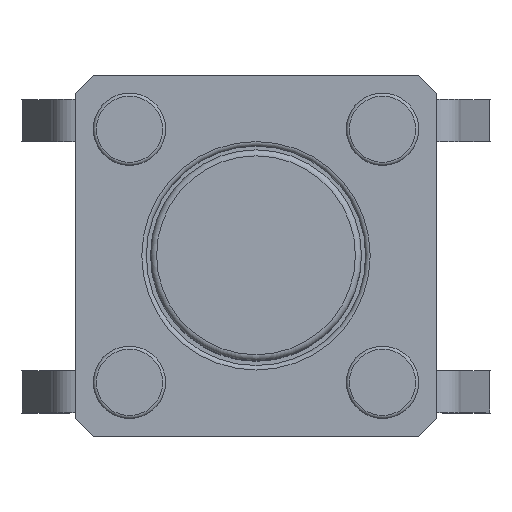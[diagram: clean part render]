
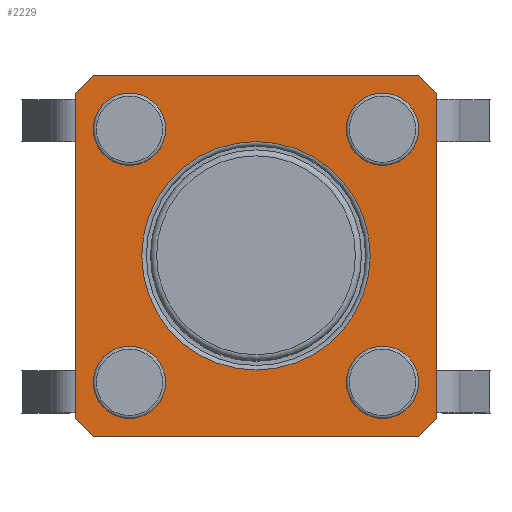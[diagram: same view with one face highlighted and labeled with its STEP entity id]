
A CAD part, top view. The second image highlights one B-rep face of the part: STEP entity #2229.
In plain terms, the highlighted planar face has unit normal (0, 0, 1).
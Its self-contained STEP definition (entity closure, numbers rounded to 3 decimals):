
#867 = VERTEX_POINT('',#868);
#868 = CARTESIAN_POINT('',(6.25,-4.95,3.6));
#874 = EDGE_CURVE('',#867,#875,#877,.T.);
#875 = VERTEX_POINT('',#876);
#876 = CARTESIAN_POINT('',(5.95,-5.25,3.6));
#877 = LINE('',#878,#879);
#878 = CARTESIAN_POINT('',(6.1,-5.1,3.6));
#879 = VECTOR('',#880,1.);
#880 = DIRECTION('',(-0.707,-0.707,0.));
#898 = VERTEX_POINT('',#899);
#899 = CARTESIAN_POINT('',(0.55,-5.25,3.6));
#905 = EDGE_CURVE('',#898,#875,#906,.T.);
#906 = LINE('',#907,#908);
#907 = CARTESIAN_POINT('',(0.25,-5.25,3.6));
#908 = VECTOR('',#909,1.);
#909 = DIRECTION('',(1.,0.,0.));
#922 = VERTEX_POINT('',#923);
#923 = CARTESIAN_POINT('',(0.25,-4.95,3.6));
#929 = EDGE_CURVE('',#922,#898,#930,.T.);
#930 = LINE('',#931,#932);
#931 = CARTESIAN_POINT('',(0.4,-5.1,3.6));
#932 = VECTOR('',#933,1.);
#933 = DIRECTION('',(0.707,-0.707,0.));
#970 = VERTEX_POINT('',#971);
#971 = CARTESIAN_POINT('',(0.25,0.45,3.6));
#977 = EDGE_CURVE('',#970,#922,#978,.T.);
#978 = LINE('',#979,#980);
#979 = CARTESIAN_POINT('',(0.25,0.75,3.6));
#980 = VECTOR('',#981,1.);
#981 = DIRECTION('',(0.,-1.,0.));
#1558 = VERTEX_POINT('',#1559);
#1559 = CARTESIAN_POINT('',(0.55,0.75,3.6));
#1565 = EDGE_CURVE('',#1558,#970,#1566,.T.);
#1566 = LINE('',#1567,#1568);
#1567 = CARTESIAN_POINT('',(0.4,0.6,3.6));
#1568 = VECTOR('',#1569,1.);
#1569 = DIRECTION('',(-0.707,-0.707,0.));
#1582 = VERTEX_POINT('',#1583);
#1583 = CARTESIAN_POINT('',(5.95,0.75,3.6));
#1589 = EDGE_CURVE('',#1582,#1558,#1590,.T.);
#1590 = LINE('',#1591,#1592);
#1591 = CARTESIAN_POINT('',(6.25,0.75,3.6));
#1592 = VECTOR('',#1593,1.);
#1593 = DIRECTION('',(-1.,0.,0.));
#1606 = VERTEX_POINT('',#1607);
#1607 = CARTESIAN_POINT('',(6.25,0.45,3.6));
#1613 = EDGE_CURVE('',#1606,#1582,#1614,.T.);
#1614 = LINE('',#1615,#1616);
#1615 = CARTESIAN_POINT('',(6.1,0.6,3.6));
#1616 = VECTOR('',#1617,1.);
#1617 = DIRECTION('',(-0.707,0.707,0.));
#1654 = EDGE_CURVE('',#867,#1606,#1655,.T.);
#1655 = LINE('',#1656,#1657);
#1656 = CARTESIAN_POINT('',(6.25,-5.25,3.6));
#1657 = VECTOR('',#1658,1.);
#1658 = DIRECTION('',(0.,1.,0.));
#2229 = ADVANCED_FACE('',(#2230,#2240,#2251,#2262,#2273,#2284),#2295,.T.
);
#2230 = FACE_BOUND('',#2231,.T.);
#2231 = EDGE_LOOP('',(#2232,#2233,#2234,#2235,#2236,#2237,#2238,#2239));
#2232 = ORIENTED_EDGE('',*,*,#1654,.T.);
#2233 = ORIENTED_EDGE('',*,*,#1613,.T.);
#2234 = ORIENTED_EDGE('',*,*,#1589,.T.);
#2235 = ORIENTED_EDGE('',*,*,#1565,.T.);
#2236 = ORIENTED_EDGE('',*,*,#977,.T.);
#2237 = ORIENTED_EDGE('',*,*,#929,.T.);
#2238 = ORIENTED_EDGE('',*,*,#905,.T.);
#2239 = ORIENTED_EDGE('',*,*,#874,.F.);
#2240 = FACE_BOUND('',#2241,.T.);
#2241 = EDGE_LOOP('',(#2242));
#2242 = ORIENTED_EDGE('',*,*,#2243,.T.);
#2243 = EDGE_CURVE('',#2244,#2244,#2246,.T.);
#2244 = VERTEX_POINT('',#2245);
#2245 = CARTESIAN_POINT('',(5.35,0.45,3.6));
#2246 = CIRCLE('',#2247,0.6);
#2247 = AXIS2_PLACEMENT_3D('',#2248,#2249,#2250);
#2248 = CARTESIAN_POINT('',(5.35,-0.15,3.6));
#2249 = DIRECTION('',(0.,0.,-1.));
#2250 = DIRECTION('',(0.,1.,0.));
#2251 = FACE_BOUND('',#2252,.T.);
#2252 = EDGE_LOOP('',(#2253));
#2253 = ORIENTED_EDGE('',*,*,#2254,.T.);
#2254 = EDGE_CURVE('',#2255,#2255,#2257,.T.);
#2255 = VERTEX_POINT('',#2256);
#2256 = CARTESIAN_POINT('',(3.25,-0.355,3.6));
#2257 = CIRCLE('',#2258,1.895);
#2258 = AXIS2_PLACEMENT_3D('',#2259,#2260,#2261);
#2259 = CARTESIAN_POINT('',(3.25,-2.25,3.6));
#2260 = DIRECTION('',(0.,0.,-1.));
#2261 = DIRECTION('',(0.,1.,0.));
#2262 = FACE_BOUND('',#2263,.T.);
#2263 = EDGE_LOOP('',(#2264));
#2264 = ORIENTED_EDGE('',*,*,#2265,.T.);
#2265 = EDGE_CURVE('',#2266,#2266,#2268,.T.);
#2266 = VERTEX_POINT('',#2267);
#2267 = CARTESIAN_POINT('',(5.35,-4.95,3.6));
#2268 = CIRCLE('',#2269,0.6);
#2269 = AXIS2_PLACEMENT_3D('',#2270,#2271,#2272);
#2270 = CARTESIAN_POINT('',(5.35,-4.35,3.6));
#2271 = DIRECTION('',(0.,0.,-1.));
#2272 = DIRECTION('',(0.,-1.,0.));
#2273 = FACE_BOUND('',#2274,.T.);
#2274 = EDGE_LOOP('',(#2275));
#2275 = ORIENTED_EDGE('',*,*,#2276,.T.);
#2276 = EDGE_CURVE('',#2277,#2277,#2279,.T.);
#2277 = VERTEX_POINT('',#2278);
#2278 = CARTESIAN_POINT('',(1.15,-4.95,3.6));
#2279 = CIRCLE('',#2280,0.6);
#2280 = AXIS2_PLACEMENT_3D('',#2281,#2282,#2283);
#2281 = CARTESIAN_POINT('',(1.15,-4.35,3.6));
#2282 = DIRECTION('',(0.,0.,-1.));
#2283 = DIRECTION('',(0.,-1.,0.));
#2284 = FACE_BOUND('',#2285,.T.);
#2285 = EDGE_LOOP('',(#2286));
#2286 = ORIENTED_EDGE('',*,*,#2287,.T.);
#2287 = EDGE_CURVE('',#2288,#2288,#2290,.T.);
#2288 = VERTEX_POINT('',#2289);
#2289 = CARTESIAN_POINT('',(1.15,0.45,3.6));
#2290 = CIRCLE('',#2291,0.6);
#2291 = AXIS2_PLACEMENT_3D('',#2292,#2293,#2294);
#2292 = CARTESIAN_POINT('',(1.15,-0.15,3.6));
#2293 = DIRECTION('',(0.,0.,-1.));
#2294 = DIRECTION('',(0.,1.,0.));
#2295 = PLANE('',#2296);
#2296 = AXIS2_PLACEMENT_3D('',#2297,#2298,#2299);
#2297 = CARTESIAN_POINT('',(3.25,-2.25,3.6));
#2298 = DIRECTION('',(0.,0.,1.));
#2299 = DIRECTION('',(0.,1.,0.));
